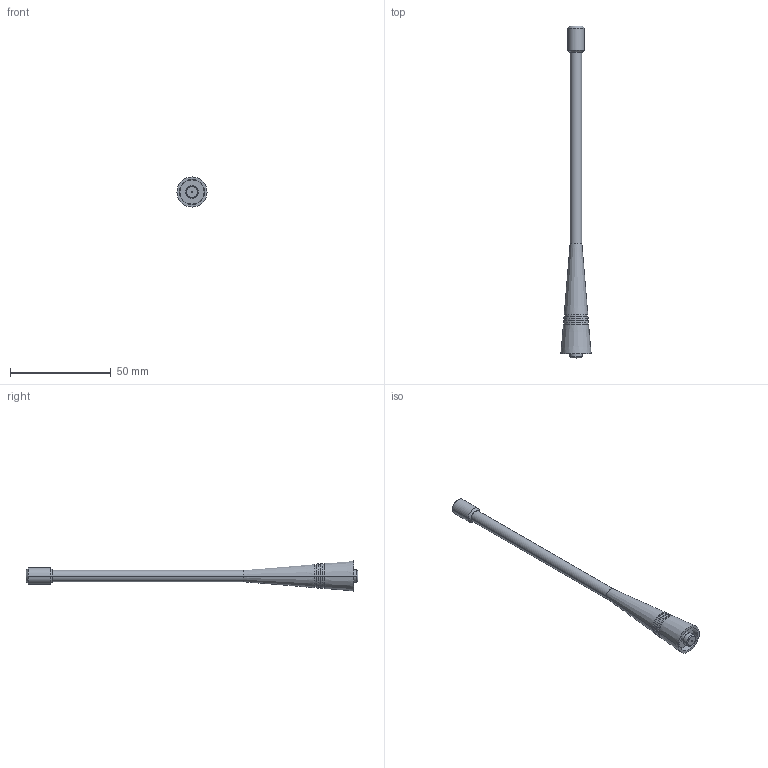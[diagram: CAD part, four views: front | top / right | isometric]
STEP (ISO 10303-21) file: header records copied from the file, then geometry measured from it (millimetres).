
FILE_DESCRIPTION (( 'STEP AP214' ), '1' );
FILE_NAME ('FMANRBD1011_3D.step', '2023-02-22T17:22:31', ( '' ), ( '' ), 'SwSTEP 2.0', 'SolidWorks 2022', '' );
FILE_SCHEMA (( 'AUTOMOTIVE_DESIGN' ));
Length unit declared in the file: inch
Products named in the file (1): FMANRBD1011_3D
Bounding box: 15 x 165 x 15 mm (x, y, z)
Volume: 7841.9 mm3; surface area: 4396.5 mm2
Topology: 1 solids, 1 shells, 46 faces, 90 edges, 56 vertices
Faces by surface type: cone 24, plane 12, cylinder 10
Entity records: 1234 total; most frequent: DIRECTION 240, CARTESIAN_POINT 193, ORIENTED_EDGE 180, AXIS2_PLACEMENT_3D 103, EDGE_CURVE 90, VERTEX_POINT 56, EDGE_LOOP 56, CIRCLE 56
